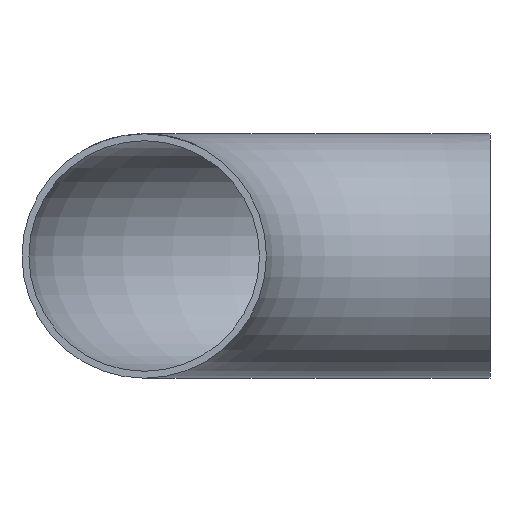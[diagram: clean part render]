
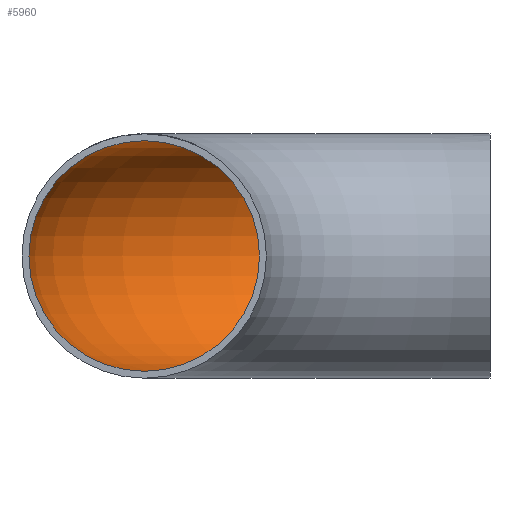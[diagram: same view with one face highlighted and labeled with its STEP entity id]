
A CAD part, front view. The second image highlights one B-rep face of the part: STEP entity #5960.
In plain terms, the highlighted toroidal (fillet/blend) face has major radius 150 mm and minor radius 50 mm.
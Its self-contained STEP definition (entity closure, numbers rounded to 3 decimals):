
#1052 = DIRECTION ( 'NONE',  ( 1., 0., 0. ) ) ;
#1076 = AXIS2_PLACEMENT_3D ( 'NONE', #6969, #7573, #1329 ) ;
#1097 = FACE_OUTER_BOUND ( 'NONE', #2315, .T. ) ;
#1329 = DIRECTION ( 'NONE',  ( 0., 0., 1. ) ) ;
#1642 = CARTESIAN_POINT ( 'NONE',  ( 0., 0., 0. ) ) ;
#1955 = CIRCLE ( 'NONE', #1076, 50. ) ;
#2280 = DIRECTION ( 'NONE',  ( -1., 0., 0. ) ) ;
#2315 = EDGE_LOOP ( 'NONE', ( #5324 ) ) ;
#2424 = DIRECTION ( 'NONE',  ( 0., 1., 0. ) ) ;
#2560 = CARTESIAN_POINT ( 'NONE',  ( -150., 0., 50. ) ) ;
#4575 = EDGE_LOOP ( 'NONE', ( #6825 ) ) ;
#4578 = EDGE_CURVE ( 'NONE', #4819, #4819, #7884, .T. ) ;
#4690 = AXIS2_PLACEMENT_3D ( 'NONE', #7312, #1052, #2424 ) ;
#4819 = VERTEX_POINT ( 'NONE', #6314 ) ;
#5300 = AXIS2_PLACEMENT_3D ( 'NONE', #1642, #6016, #2280 ) ;
#5324 = ORIENTED_EDGE ( 'NONE', *, *, #6901, .F. ) ;
#5509 = FACE_OUTER_BOUND ( 'NONE', #4575, .T. ) ;
#5960 = ADVANCED_FACE ( 'NONE', ( #5509, #1097 ), #6303, .F. ) ;
#6016 = DIRECTION ( 'NONE',  ( 0., 0., -1. ) ) ;
#6303 = TOROIDAL_SURFACE ( 'NONE', #5300, 150., 50. ) ;
#6314 = CARTESIAN_POINT ( 'NONE',  ( 0., 200., 0. ) ) ;
#6825 = ORIENTED_EDGE ( 'NONE', *, *, #4578, .T. ) ;
#6901 = EDGE_CURVE ( 'NONE', #7677, #7677, #1955, .T. ) ;
#6969 = CARTESIAN_POINT ( 'NONE',  ( -150., 0., 0. ) ) ;
#7312 = CARTESIAN_POINT ( 'NONE',  ( 0., 150., 0. ) ) ;
#7573 = DIRECTION ( 'NONE',  ( 0., 1., 0. ) ) ;
#7677 = VERTEX_POINT ( 'NONE', #2560 ) ;
#7884 = CIRCLE ( 'NONE', #4690, 50. ) ;
